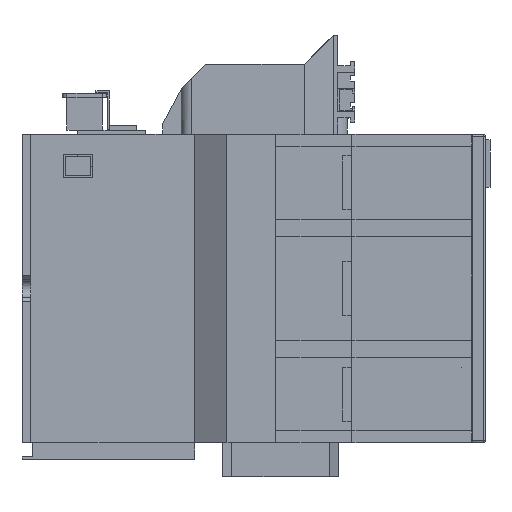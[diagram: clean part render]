
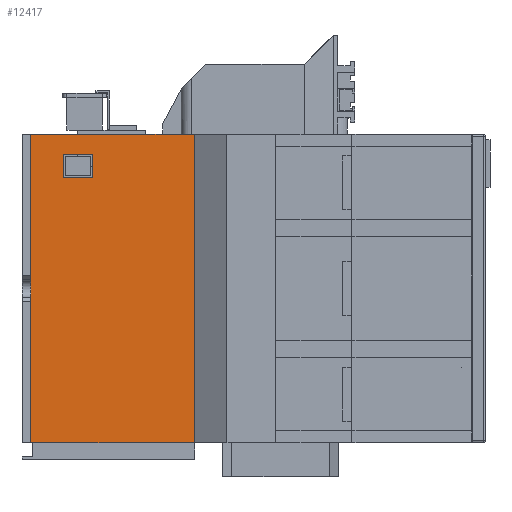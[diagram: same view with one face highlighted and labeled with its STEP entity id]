
A CAD part, front view. The second image highlights one B-rep face of the part: STEP entity #12417.
In plain terms, the highlighted planar face has unit normal (0, -1, 0).
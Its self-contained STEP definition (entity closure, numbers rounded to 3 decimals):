
#668 = EDGE_CURVE ( 'NONE', #2291, #5960, #14890, .T. ) ;
#989 = AXIS2_PLACEMENT_3D ( 'NONE', #8288, #9777, #15101 ) ;
#2291 = VERTEX_POINT ( 'NONE', #5528 ) ;
#2350 = DIRECTION ( 'NONE',  ( 0., 0., -1. ) ) ;
#2354 = VECTOR ( 'NONE', #14900, 1000. ) ;
#2719 = VECTOR ( 'NONE', #4570, 1000. ) ;
#2891 = ORIENTED_EDGE ( 'NONE', *, *, #9593, .F. ) ;
#2894 = ORIENTED_EDGE ( 'NONE', *, *, #5690, .T. ) ;
#2914 = CARTESIAN_POINT ( 'NONE',  ( -195.8, -45., 62.2 ) ) ;
#3281 = ORIENTED_EDGE ( 'NONE', *, *, #9408, .F. ) ;
#3337 = DIRECTION ( 'NONE',  ( 1., 0., 0. ) ) ;
#3355 = VERTEX_POINT ( 'NONE', #3982 ) ;
#3667 = VECTOR ( 'NONE', #3337, 1000. ) ;
#3888 = CARTESIAN_POINT ( 'NONE',  ( -195.8, -45., 51.3 ) ) ;
#3951 = VERTEX_POINT ( 'NONE', #6221 ) ;
#3982 = CARTESIAN_POINT ( 'NONE',  ( -182.15, -45., 51.3 ) ) ;
#4375 = VECTOR ( 'NONE', #8254, 1000. ) ;
#4452 = PLANE ( 'NONE',  #989 ) ;
#4570 = DIRECTION ( 'NONE',  ( 1., 0., 0. ) ) ;
#4711 = LINE ( 'NONE', #7412, #13051 ) ;
#5148 = CARTESIAN_POINT ( 'NONE',  ( -182.15, -45., 62.2 ) ) ;
#5161 = ORIENTED_EDGE ( 'NONE', *, *, #668, .T. ) ;
#5528 = CARTESIAN_POINT ( 'NONE',  ( -211., -45., 71.5 ) ) ;
#5543 = VERTEX_POINT ( 'NONE', #2914 ) ;
#5690 = EDGE_CURVE ( 'NONE', #5960, #16794, #12604, .T. ) ;
#5960 = VERTEX_POINT ( 'NONE', #10488 ) ;
#6057 = ORIENTED_EDGE ( 'NONE', *, *, #10705, .T. ) ;
#6165 = ORIENTED_EDGE ( 'NONE', *, *, #11136, .F. ) ;
#6218 = LINE ( 'NONE', #5148, #13830 ) ;
#6221 = CARTESIAN_POINT ( 'NONE',  ( -141.24, -45., 71.5 ) ) ;
#6345 = LINE ( 'NONE', #10524, #16751 ) ;
#6954 = LINE ( 'NONE', #10801, #2354 ) ;
#7412 = CARTESIAN_POINT ( 'NONE',  ( -195.8, -45., 62.2 ) ) ;
#7597 = EDGE_LOOP ( 'NONE', ( #3281, #8311, #9282, #13017 ) ) ;
#7652 = CARTESIAN_POINT ( 'NONE',  ( -182.15, -45., 62.2 ) ) ;
#7656 = EDGE_CURVE ( 'NONE', #5543, #9402, #4711, .T. ) ;
#7808 = VERTEX_POINT ( 'NONE', #16935 ) ;
#8202 = VECTOR ( 'NONE', #15599, 1000. ) ;
#8254 = DIRECTION ( 'NONE',  ( 0., 0., -1. ) ) ;
#8288 = CARTESIAN_POINT ( 'NONE',  ( -215., -45., -71.5 ) ) ;
#8311 = ORIENTED_EDGE ( 'NONE', *, *, #15995, .T. ) ;
#8677 = CARTESIAN_POINT ( 'NONE',  ( -215., -45., -71.5 ) ) ;
#9282 = ORIENTED_EDGE ( 'NONE', *, *, #10440, .T. ) ;
#9402 = VERTEX_POINT ( 'NONE', #3888 ) ;
#9408 = EDGE_CURVE ( 'NONE', #11438, #5543, #10522, .T. ) ;
#9588 = CARTESIAN_POINT ( 'NONE',  ( -182.15, -45., 62.2 ) ) ;
#9593 = EDGE_CURVE ( 'NONE', #2291, #3951, #12259, .T. ) ;
#9777 = DIRECTION ( 'NONE',  ( 0., -1., 0. ) ) ;
#10114 = CARTESIAN_POINT ( 'NONE',  ( -135., -45., -71.5 ) ) ;
#10440 = EDGE_CURVE ( 'NONE', #3355, #9402, #6954, .T. ) ;
#10488 = CARTESIAN_POINT ( 'NONE',  ( -211., -45., -71.5 ) ) ;
#10522 = LINE ( 'NONE', #7652, #8202 ) ;
#10524 = CARTESIAN_POINT ( 'NONE',  ( -135., -45., -71.5 ) ) ;
#10705 = EDGE_CURVE ( 'NONE', #16794, #7808, #6345, .T. ) ;
#10726 = VECTOR ( 'NONE', #14790, 1000. ) ;
#10801 = CARTESIAN_POINT ( 'NONE',  ( -182.15, -45., 51.3 ) ) ;
#11034 = CARTESIAN_POINT ( 'NONE',  ( -215., -45., 71.5 ) ) ;
#11079 = FACE_BOUND ( 'NONE', #7597, .T. ) ;
#11136 = EDGE_CURVE ( 'NONE', #3951, #7808, #12669, .T. ) ;
#11438 = VERTEX_POINT ( 'NONE', #9588 ) ;
#11543 = DIRECTION ( 'NONE',  ( 0., 0., -1. ) ) ;
#11663 = DIRECTION ( 'NONE',  ( 0., 0., 1. ) ) ;
#12259 = LINE ( 'NONE', #11034, #10726 ) ;
#12359 = CARTESIAN_POINT ( 'NONE',  ( -211., -45., -71.5 ) ) ;
#12417 = ADVANCED_FACE ( 'NONE', ( #11079, #16408 ), #4452, .T. ) ;
#12604 = LINE ( 'NONE', #8677, #2719 ) ;
#12669 = LINE ( 'NONE', #14066, #3667 ) ;
#13017 = ORIENTED_EDGE ( 'NONE', *, *, #7656, .F. ) ;
#13051 = VECTOR ( 'NONE', #2350, 1000. ) ;
#13198 = EDGE_LOOP ( 'NONE', ( #2891, #5161, #2894, #6057, #6165 ) ) ;
#13830 = VECTOR ( 'NONE', #11543, 1000. ) ;
#14066 = CARTESIAN_POINT ( 'NONE',  ( -215., -45., 71.5 ) ) ;
#14790 = DIRECTION ( 'NONE',  ( 1., 0., 0. ) ) ;
#14890 = LINE ( 'NONE', #12359, #4375 ) ;
#14900 = DIRECTION ( 'NONE',  ( -1., 0., 0. ) ) ;
#15101 = DIRECTION ( 'NONE',  ( 1., 0., 0. ) ) ;
#15599 = DIRECTION ( 'NONE',  ( -1., 0., 0. ) ) ;
#15995 = EDGE_CURVE ( 'NONE', #11438, #3355, #6218, .T. ) ;
#16408 = FACE_OUTER_BOUND ( 'NONE', #13198, .T. ) ;
#16751 = VECTOR ( 'NONE', #11663, 1000. ) ;
#16794 = VERTEX_POINT ( 'NONE', #10114 ) ;
#16935 = CARTESIAN_POINT ( 'NONE',  ( -135., -45., 71.5 ) ) ;
